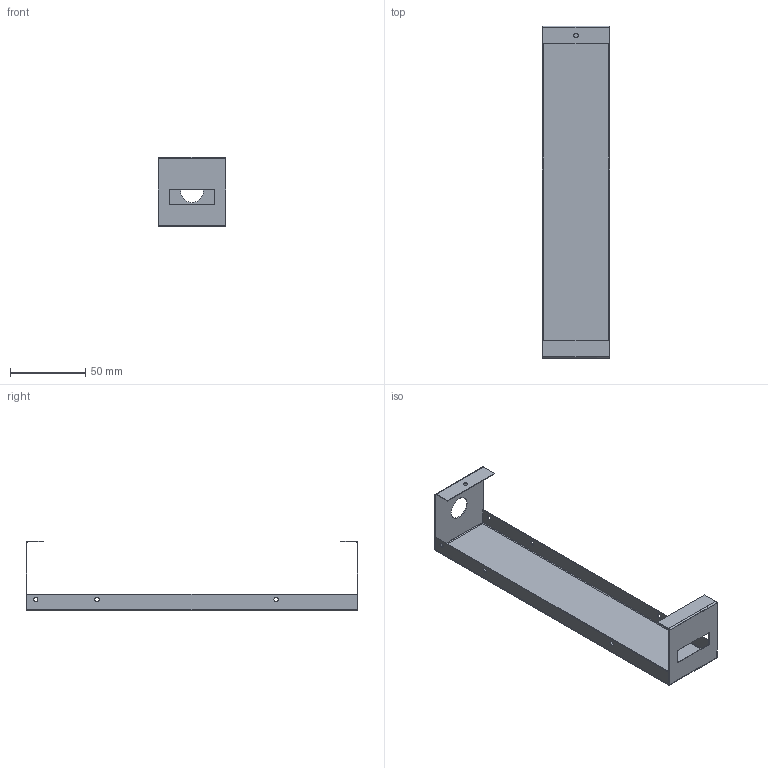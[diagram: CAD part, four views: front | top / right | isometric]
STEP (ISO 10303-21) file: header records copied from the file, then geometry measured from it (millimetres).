
FILE_DESCRIPTION(/* description */ ('STEP AP242','CAx-IF Rec.Pracs.---Representation and Presentation of Product Manufacturing Information (PMI)---4.0---2014-10-13','CAx-IF Rec.Pracs.---3D Tessellated Geometry---0.4---2014-09-14','2;1'),/* implementation_level */ '2;1');
FILE_NAME(/* name */ '63ef64606a6e6b34e6e9a9d4',/* time_stamp */ '2023-02-17T11:26:25+00:00',/* author */ (''),/* organization */ (''),/* preprocessor_version */ 'ST-DEVELOPER v18.102',/* originating_system */ ' ',/* authorisation */ ' ');
FILE_SCHEMA (('AP242_MANAGED_MODEL_BASED_3D_ENGINEERING_MIM_LF { 1 0 10303 442 1 1 4 }'));
Length unit declared in the file: metre
Products named in the file (1): Part 1
Bounding box: 45.2 x 221.05 x 46.25 mm (x, y, z)
Volume: 8562.9 mm3; surface area: 38508.4 mm2
Topology: 1 solids, 1 shells, 74 faces, 168 edges, 96 vertices
Faces by surface type: plane 42, cylinder 20, bspline 12
Full cylindrical faces by diameter (mm): 3 x7, 15 x1
Entity records: 2934 total; most frequent: CARTESIAN_POINT 1395, ORIENTED_EDGE 320, DIRECTION 254, EDGE_CURVE 160, EDGE_LOOP 100, FACE_BOUND 100, VERTEX_POINT 96, LINE 96
